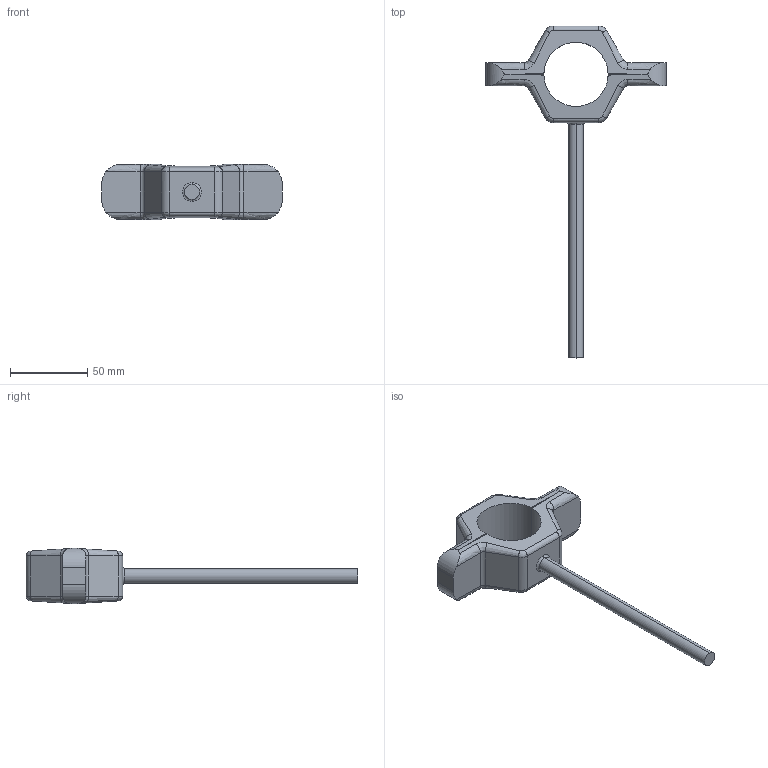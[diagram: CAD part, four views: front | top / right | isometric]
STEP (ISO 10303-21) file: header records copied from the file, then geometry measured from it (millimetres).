
FILE_DESCRIPTION (( 'STEP AP214' ), '1' );
FILE_NAME ('PHH6R1.25P304SAN.STEP', '2023-06-09T11:37:16', ( '' ), ( '' ), 'SwSTEP 2.0', 'SolidWorks 2018', '' );
FILE_SCHEMA (( 'AUTOMOTIVE_DESIGN' ));
Length unit declared in the file: inch
Products named in the file (1): PHH6R1.25P304SAN
Bounding box: 116.84 x 214.99 x 36.05 mm (x, y, z)
Volume: 102066 mm3; surface area: 23939.3 mm2
Topology: 1 solids, 1 shells, 87 faces, 216 edges, 130 vertices
Faces by surface type: bspline 36, plane 33, cylinder 16, torus 2
Entity records: 3862 total; most frequent: CARTESIAN_POINT 2246, ORIENTED_EDGE 432, EDGE_CURVE 216, DIRECTION 196, VERTEX_POINT 130, EDGE_LOOP 88, FACE_OUTER_BOUND 87, ADVANCED_FACE 87
